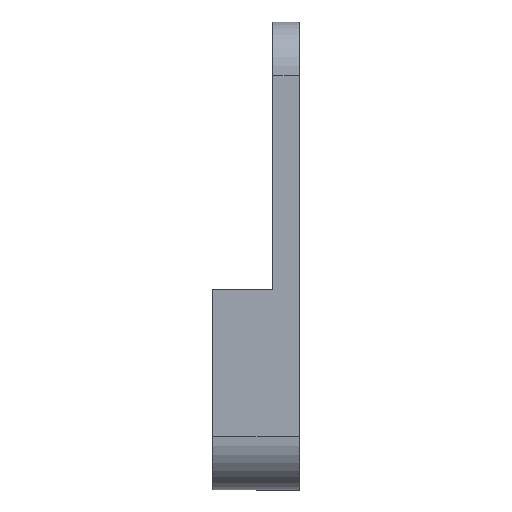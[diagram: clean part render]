
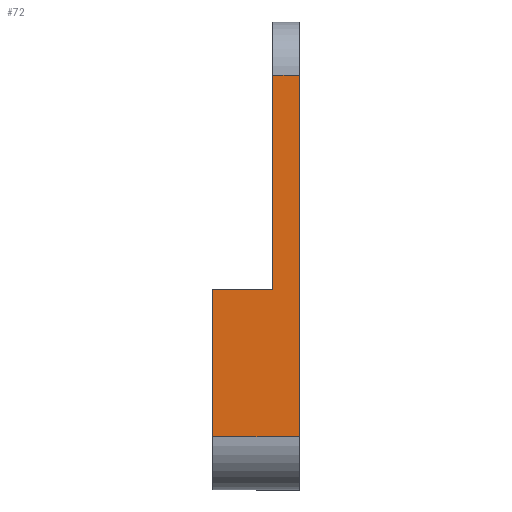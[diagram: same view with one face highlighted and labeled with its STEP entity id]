
A CAD part, left-side view. The second image highlights one B-rep face of the part: STEP entity #72.
In plain terms, the highlighted planar face has unit normal (-1, 0, 0).
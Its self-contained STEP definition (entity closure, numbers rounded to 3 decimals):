
#28 = VERTEX_POINT ( 'NONE', #496 ) ;
#30 = VECTOR ( 'NONE', #142, 1000. ) ;
#48 = CARTESIAN_POINT ( 'NONE',  ( -75., 9., -5. ) ) ;
#66 = DIRECTION ( 'NONE',  ( 0., 0., 1. ) ) ;
#72 = ADVANCED_FACE ( 'NONE', ( #422 ), #486, .T. ) ;
#77 = LINE ( 'NONE', #214, #30 ) ;
#82 = DIRECTION ( 'NONE',  ( -1., 0., 0. ) ) ;
#131 = LINE ( 'NONE', #183, #676 ) ;
#142 = DIRECTION ( 'NONE',  ( 0., 0., 1. ) ) ;
#146 = DIRECTION ( 'NONE',  ( 0., 0., 1. ) ) ;
#153 = VERTEX_POINT ( 'NONE', #620 ) ;
#157 = ORIENTED_EDGE ( 'NONE', *, *, #459, .F. ) ;
#183 = CARTESIAN_POINT ( 'NONE',  ( -75., -4., -27. ) ) ;
#207 = VECTOR ( 'NONE', #902, 1000. ) ;
#214 = CARTESIAN_POINT ( 'NONE',  ( -75., 9., -5. ) ) ;
#252 = DIRECTION ( 'NONE',  ( 0., -1., 0. ) ) ;
#261 = VERTEX_POINT ( 'NONE', #882 ) ;
#274 = CARTESIAN_POINT ( 'NONE',  ( -75., -4., -27. ) ) ;
#284 = AXIS2_PLACEMENT_3D ( 'NONE', #638, #82, #146 ) ;
#315 = EDGE_CURVE ( 'NONE', #808, #261, #466, .T. ) ;
#331 = CARTESIAN_POINT ( 'NONE',  ( -75., 0., -5. ) ) ;
#367 = EDGE_LOOP ( 'NONE', ( #824, #520, #157, #451, #892, #464 ) ) ;
#422 = FACE_OUTER_BOUND ( 'NONE', #367, .T. ) ;
#424 = CARTESIAN_POINT ( 'NONE',  ( -75., -4., 27. ) ) ;
#451 = ORIENTED_EDGE ( 'NONE', *, *, #701, .F. ) ;
#459 = EDGE_CURVE ( 'NONE', #28, #616, #77, .T. ) ;
#464 = ORIENTED_EDGE ( 'NONE', *, *, #665, .T. ) ;
#466 = LINE ( 'NONE', #755, #807 ) ;
#486 = PLANE ( 'NONE',  #284 ) ;
#496 = CARTESIAN_POINT ( 'NONE',  ( -75., 9., -27. ) ) ;
#514 = CARTESIAN_POINT ( 'NONE',  ( -75., -4., 27. ) ) ;
#520 = ORIENTED_EDGE ( 'NONE', *, *, #766, .F. ) ;
#536 = LINE ( 'NONE', #274, #207 ) ;
#552 = LINE ( 'NONE', #48, #888 ) ;
#573 = DIRECTION ( 'NONE',  ( 0., 1., 0. ) ) ;
#616 = VERTEX_POINT ( 'NONE', #726 ) ;
#620 = CARTESIAN_POINT ( 'NONE',  ( -75., -4., -27. ) ) ;
#638 = CARTESIAN_POINT ( 'NONE',  ( -75., -4., -27. ) ) ;
#664 = LINE ( 'NONE', #514, #903 ) ;
#665 = EDGE_CURVE ( 'NONE', #833, #261, #664, .T. ) ;
#676 = VECTOR ( 'NONE', #66, 1000. ) ;
#701 = EDGE_CURVE ( 'NONE', #153, #28, #536, .T. ) ;
#726 = CARTESIAN_POINT ( 'NONE',  ( -75., 9., -5. ) ) ;
#755 = CARTESIAN_POINT ( 'NONE',  ( -75., 0., -27. ) ) ;
#766 = EDGE_CURVE ( 'NONE', #616, #808, #552, .T. ) ;
#780 = EDGE_CURVE ( 'NONE', #153, #833, #131, .T. ) ;
#807 = VECTOR ( 'NONE', #828, 1000. ) ;
#808 = VERTEX_POINT ( 'NONE', #331 ) ;
#824 = ORIENTED_EDGE ( 'NONE', *, *, #315, .F. ) ;
#828 = DIRECTION ( 'NONE',  ( 0., 0., 1. ) ) ;
#833 = VERTEX_POINT ( 'NONE', #424 ) ;
#882 = CARTESIAN_POINT ( 'NONE',  ( -75., 0., 27. ) ) ;
#888 = VECTOR ( 'NONE', #252, 1000. ) ;
#892 = ORIENTED_EDGE ( 'NONE', *, *, #780, .T. ) ;
#902 = DIRECTION ( 'NONE',  ( 0., 1., 0. ) ) ;
#903 = VECTOR ( 'NONE', #573, 1000. ) ;
